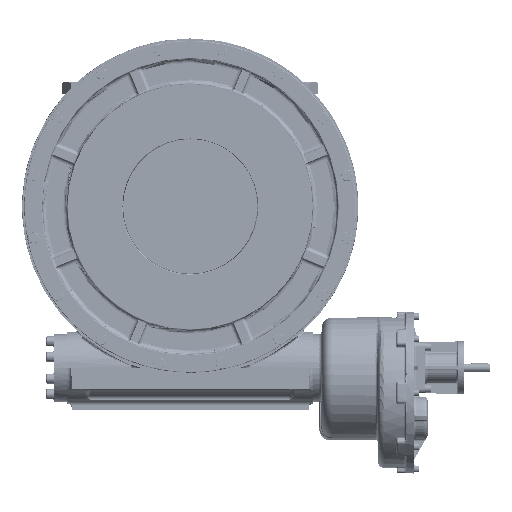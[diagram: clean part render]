
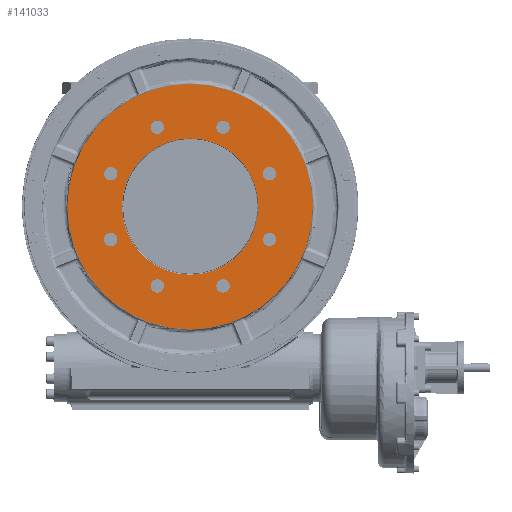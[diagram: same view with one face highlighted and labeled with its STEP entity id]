
A CAD part, front view. The second image highlights one B-rep face of the part: STEP entity #141033.
In plain terms, the highlighted planar face has unit normal (0, -1, 0).
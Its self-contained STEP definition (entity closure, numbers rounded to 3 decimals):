
#69298=ORIENTED_EDGE('',*,*,#91572,.T.);
#69299=ORIENTED_EDGE('',*,*,#91573,.T.);
#69300=ORIENTED_EDGE('',*,*,#91574,.T.);
#69301=ORIENTED_EDGE('',*,*,#91575,.T.);
#69302=ORIENTED_EDGE('',*,*,#91576,.T.);
#69303=ORIENTED_EDGE('',*,*,#91577,.T.);
#69304=ORIENTED_EDGE('',*,*,#91578,.T.);
#69305=ORIENTED_EDGE('',*,*,#91579,.T.);
#69306=ORIENTED_EDGE('',*,*,#91580,.T.);
#69307=ORIENTED_EDGE('',*,*,#91558,.F.);
#91558=EDGE_CURVE('',#123578,#123578,#96724,.F.);
#91572=EDGE_CURVE('',#123592,#123592,#96726,.T.);
#91573=EDGE_CURVE('',#123593,#123593,#96727,.T.);
#91574=EDGE_CURVE('',#123594,#123594,#96728,.T.);
#91575=EDGE_CURVE('',#123595,#123595,#96729,.T.);
#91576=EDGE_CURVE('',#123596,#123596,#96730,.T.);
#91577=EDGE_CURVE('',#123597,#123597,#96731,.T.);
#91578=EDGE_CURVE('',#123598,#123598,#96732,.T.);
#91579=EDGE_CURVE('',#123599,#123599,#96733,.T.);
#91580=EDGE_CURVE('',#123600,#123600,#96734,.F.);
#96724=CIRCLE('',#152325,290.07);
#96726=CIRCLE('',#152331,15.835);
#96727=CIRCLE('',#152332,15.835);
#96728=CIRCLE('',#152333,15.835);
#96729=CIRCLE('',#152334,15.835);
#96730=CIRCLE('',#152335,15.835);
#96731=CIRCLE('',#152336,15.835);
#96732=CIRCLE('',#152337,15.835);
#96733=CIRCLE('',#152338,15.835);
#96734=CIRCLE('',#152339,161.093);
#105309=EDGE_LOOP('',(#69298));
#105310=EDGE_LOOP('',(#69299));
#105311=EDGE_LOOP('',(#69300));
#105312=EDGE_LOOP('',(#69301));
#105313=EDGE_LOOP('',(#69302));
#105314=EDGE_LOOP('',(#69303));
#105315=EDGE_LOOP('',(#69304));
#105316=EDGE_LOOP('',(#69305));
#105317=EDGE_LOOP('',(#69306));
#105318=EDGE_LOOP('',(#69307));
#110840=PLANE('',#152330);
#123578=VERTEX_POINT('',#272561);
#123592=VERTEX_POINT('',#272785);
#123593=VERTEX_POINT('',#272787);
#123594=VERTEX_POINT('',#272789);
#123595=VERTEX_POINT('',#272791);
#123596=VERTEX_POINT('',#272793);
#123597=VERTEX_POINT('',#272795);
#123598=VERTEX_POINT('',#272797);
#123599=VERTEX_POINT('',#272799);
#123600=VERTEX_POINT('',#272801);
#132785=FACE_BOUND('',#105309,.T.);
#132786=FACE_BOUND('',#105310,.T.);
#132787=FACE_BOUND('',#105311,.T.);
#132788=FACE_BOUND('',#105312,.T.);
#132789=FACE_BOUND('',#105313,.T.);
#132790=FACE_BOUND('',#105314,.T.);
#132791=FACE_BOUND('',#105315,.T.);
#132792=FACE_BOUND('',#105316,.T.);
#132793=FACE_BOUND('',#105317,.T.);
#132794=FACE_BOUND('',#105318,.T.);
#141033=ADVANCED_FACE('',(#132785,#132786,#132787,#132788,#132789,#132790,
#132791,#132792,#132793,#132794),#110840,.T.);
#152325=AXIS2_PLACEMENT_3D('',#272560,#185946,#185947);
#152330=AXIS2_PLACEMENT_3D('',#272783,#185968,#185969);
#152331=AXIS2_PLACEMENT_3D('',#272784,#185970,#185971);
#152332=AXIS2_PLACEMENT_3D('',#272786,#185972,#185973);
#152333=AXIS2_PLACEMENT_3D('',#272788,#185974,#185975);
#152334=AXIS2_PLACEMENT_3D('',#272790,#185976,#185977);
#152335=AXIS2_PLACEMENT_3D('',#272792,#185978,#185979);
#152336=AXIS2_PLACEMENT_3D('',#272794,#185980,#185981);
#152337=AXIS2_PLACEMENT_3D('',#272796,#185982,#185983);
#152338=AXIS2_PLACEMENT_3D('',#272798,#185984,#185985);
#152339=AXIS2_PLACEMENT_3D('',#272800,#185986,#185987);
#185946=DIRECTION('',(0.,-1.,0.));
#185947=DIRECTION('',(0.,0.,-1.));
#185968=DIRECTION('',(0.,-1.,0.));
#185969=DIRECTION('',(0.,0.,-1.));
#185970=DIRECTION('',(0.,1.,0.));
#185971=DIRECTION('',(-0.707,0.,-0.707));
#185972=DIRECTION('',(0.,1.,0.));
#185973=DIRECTION('',(-1.,0.,0.));
#185974=DIRECTION('',(0.,1.,0.));
#185975=DIRECTION('',(-0.707,0.,0.707));
#185976=DIRECTION('',(0.,1.,0.));
#185977=DIRECTION('',(0.,0.,1.));
#185978=DIRECTION('',(0.,1.,0.));
#185979=DIRECTION('',(0.707,0.,0.707));
#185980=DIRECTION('',(0.,1.,0.));
#185981=DIRECTION('',(1.,0.,0.));
#185982=DIRECTION('',(0.,1.,0.));
#185983=DIRECTION('',(0.707,0.,-0.707));
#185984=DIRECTION('',(0.,1.,0.));
#185985=DIRECTION('',(0.,0.,-1.));
#185986=DIRECTION('',(0.,-1.,0.));
#185987=DIRECTION('',(0.,0.,-1.));
#272560=CARTESIAN_POINT('',(0.,-46.662,0.));
#272561=CARTESIAN_POINT('',(0.,-46.662,-290.07));
#272783=CARTESIAN_POINT('',(0.,-46.662,0.));
#272784=CARTESIAN_POINT('',(187.548,-46.662,77.685));
#272785=CARTESIAN_POINT('',(176.351,-46.662,66.488));
#272786=CARTESIAN_POINT('',(187.548,-46.662,-77.685));
#272787=CARTESIAN_POINT('',(171.713,-46.662,-77.685));
#272788=CARTESIAN_POINT('',(77.685,-46.662,-187.548));
#272789=CARTESIAN_POINT('',(66.488,-46.662,-176.351));
#272790=CARTESIAN_POINT('',(-77.685,-46.662,-187.548));
#272791=CARTESIAN_POINT('',(-77.685,-46.662,-171.713));
#272792=CARTESIAN_POINT('',(-187.548,-46.662,-77.685));
#272793=CARTESIAN_POINT('',(-176.351,-46.662,-66.488));
#272794=CARTESIAN_POINT('',(-187.548,-46.662,77.685));
#272795=CARTESIAN_POINT('',(-171.713,-46.662,77.685));
#272796=CARTESIAN_POINT('',(-77.685,-46.662,187.548));
#272797=CARTESIAN_POINT('',(-66.488,-46.662,176.351));
#272798=CARTESIAN_POINT('',(77.685,-46.662,187.548));
#272799=CARTESIAN_POINT('',(77.685,-46.662,171.713));
#272800=CARTESIAN_POINT('',(0.,-46.662,0.));
#272801=CARTESIAN_POINT('',(0.,-46.662,-161.093));
